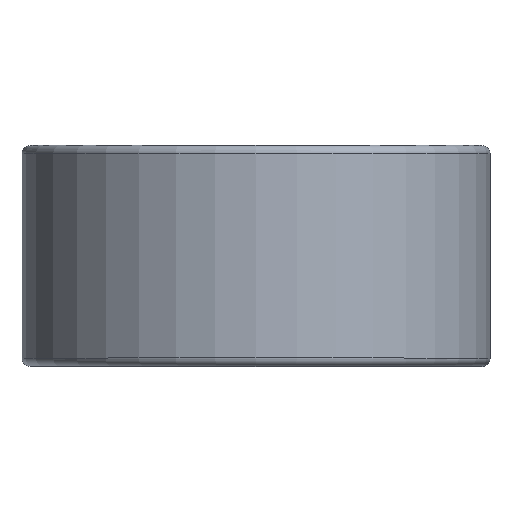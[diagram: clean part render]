
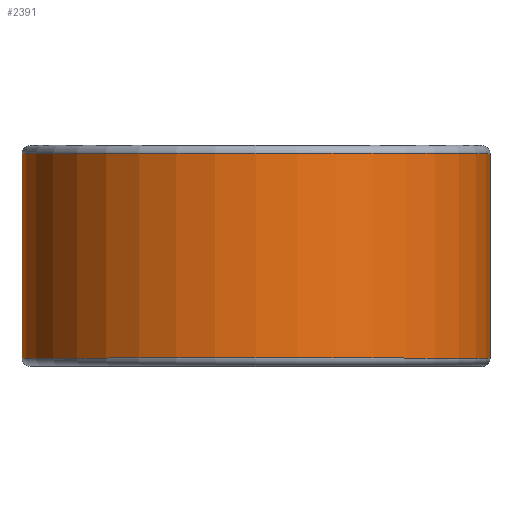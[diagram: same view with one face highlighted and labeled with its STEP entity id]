
A CAD part, top view. The second image highlights one B-rep face of the part: STEP entity #2391.
In plain terms, the highlighted cylindrical face has radius 21.857 mm (diameter 43.713 mm), a partial arc.
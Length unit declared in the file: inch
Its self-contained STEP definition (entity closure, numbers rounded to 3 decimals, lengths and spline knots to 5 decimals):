
#41 = CARTESIAN_POINT ( 'NONE',  ( 0., 0.37625, -0.8605 ) ) ;
#62 = DIRECTION ( 'NONE',  ( 0., -1., 0. ) ) ;
#150 = EDGE_CURVE ( 'NONE', #2347, #1526, #599, .T. ) ;
#177 = ORIENTED_EDGE ( 'NONE', *, *, #704, .T. ) ;
#263 = CARTESIAN_POINT ( 'NONE',  ( 0.8605, 0.37625, 0. ) ) ;
#470 = LINE ( 'NONE', #1877, #2110 ) ;
#511 = CARTESIAN_POINT ( 'NONE',  ( 0., 0.37625, 0. ) ) ;
#537 = EDGE_CURVE ( 'NONE', #2347, #2414, #470, .T. ) ;
#545 = DIRECTION ( 'NONE',  ( 0., -1., 0. ) ) ;
#565 = DIRECTION ( 'NONE',  ( 0., 0., -1. ) ) ;
#599 = CIRCLE ( 'NONE', #1620, 0.8605 ) ;
#608 = CYLINDRICAL_SURFACE ( 'NONE', #1416, 0.8605 ) ;
#628 = EDGE_CURVE ( 'NONE', #1526, #667, #1257, .T. ) ;
#650 = CARTESIAN_POINT ( 'NONE',  ( 0.8605, -0.37625, 0. ) ) ;
#667 = VERTEX_POINT ( 'NONE', #41 ) ;
#678 = EDGE_LOOP ( 'NONE', ( #1531, #177, #1799, #1999 ) ) ;
#704 = EDGE_CURVE ( 'NONE', #2414, #667, #1977, .T. ) ;
#849 = AXIS2_PLACEMENT_3D ( 'NONE', #511, #545, #565 ) ;
#935 = FACE_OUTER_BOUND ( 'NONE', #678, .T. ) ;
#1190 = DIRECTION ( 'NONE',  ( 0., -1., 0. ) ) ;
#1191 = VECTOR ( 'NONE', #2121, 39.37008 ) ;
#1257 = LINE ( 'NONE', #1265, #1191 ) ;
#1265 = CARTESIAN_POINT ( 'NONE',  ( 0., 0.37625, -0.8605 ) ) ;
#1416 = AXIS2_PLACEMENT_3D ( 'NONE', #1830, #62, #2343 ) ;
#1526 = VERTEX_POINT ( 'NONE', #2161 ) ;
#1531 = ORIENTED_EDGE ( 'NONE', *, *, #537, .T. ) ;
#1620 = AXIS2_PLACEMENT_3D ( 'NONE', #2259, #1190, #2434 ) ;
#1799 = ORIENTED_EDGE ( 'NONE', *, *, #628, .F. ) ;
#1830 = CARTESIAN_POINT ( 'NONE',  ( 0., 0.375, 0. ) ) ;
#1877 = CARTESIAN_POINT ( 'NONE',  ( 0.8605, 0.37625, 0. ) ) ;
#1951 = DIRECTION ( 'NONE',  ( 0., 1., 0. ) ) ;
#1977 = CIRCLE ( 'NONE', #849, 0.8605 ) ;
#1999 = ORIENTED_EDGE ( 'NONE', *, *, #150, .F. ) ;
#2110 = VECTOR ( 'NONE', #1951, 39.37008 ) ;
#2121 = DIRECTION ( 'NONE',  ( 0., 1., 0. ) ) ;
#2161 = CARTESIAN_POINT ( 'NONE',  ( 0., -0.37625, -0.8605 ) ) ;
#2259 = CARTESIAN_POINT ( 'NONE',  ( 0., -0.37625, 0. ) ) ;
#2343 = DIRECTION ( 'NONE',  ( 0., 0., -1. ) ) ;
#2347 = VERTEX_POINT ( 'NONE', #650 ) ;
#2391 = ADVANCED_FACE ( 'NONE', ( #935 ), #608, .T. ) ;
#2414 = VERTEX_POINT ( 'NONE', #263 ) ;
#2434 = DIRECTION ( 'NONE',  ( 0., 0., -1. ) ) ;
